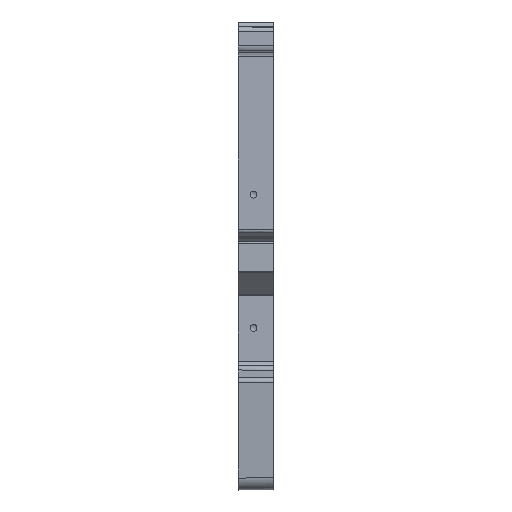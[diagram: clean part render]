
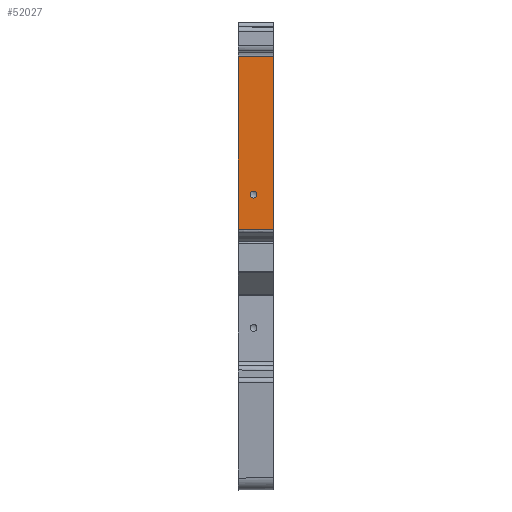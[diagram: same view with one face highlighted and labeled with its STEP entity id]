
A CAD part, left-side view. The second image highlights one B-rep face of the part: STEP entity #52027.
In plain terms, the highlighted face is planar.
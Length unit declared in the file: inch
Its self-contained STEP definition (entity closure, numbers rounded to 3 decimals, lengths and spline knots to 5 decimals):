
#1162 = FACE_BOUND ( 'NONE', #23048, .T. ) ;
#1260 = CARTESIAN_POINT ( 'NONE',  ( -0.31693, 2.31188, -0.35838 ) ) ;
#1333 = B_SPLINE_CURVE_WITH_KNOTS ( 'NONE', 3,
 ( #29155, #32592, #45294, #48230 ),
 .UNSPECIFIED., .F., .F.,
 ( 4, 4 ),
 ( 0., 1. ),
 .UNSPECIFIED. ) ;
#1921 = CARTESIAN_POINT ( 'NONE',  ( -0.31693, 2.31188, -0.35838 ) ) ;
#2214 = PLANE ( 'NONE',  #51582 ) ;
#2638 = CARTESIAN_POINT ( 'NONE',  ( -0.11102, 2.64917, -0.36017 ) ) ;
#2649 = VERTEX_POINT ( 'NONE', #1921 ) ;
#3145 = CARTESIAN_POINT ( 'NONE',  ( -0.10574, 2.62501, -0.36022 ) ) ;
#3634 = B_SPLINE_CURVE_WITH_KNOTS ( 'NONE', 3,
 ( #15331, #43114, #2638, #19287, #11359, #35670, #35410, #27228, #51562, #15054, #47341, #31453, #18762, #15579, #14789, #47587, #26701, #42843 ),
 .UNSPECIFIED., .F., .F.,
 ( 4, 2, 2, 2, 2, 2, 2, 2, 4 ),
 ( 0., 0.125, 0.25, 0.375, 0.5, 0.625, 0.75, 0.875, 1. ),
 .UNSPECIFIED. ) ;
#4907 = CARTESIAN_POINT ( 'NONE',  ( -0.10574, 2.63437, -0.36022 ) ) ;
#5714 = CARTESIAN_POINT ( 'NONE',  ( -0.31693, 3.87878, -0.35838 ) ) ;
#6291 = CARTESIAN_POINT ( 'NONE',  ( 0., 3.95369, -0.36114 ) ) ;
#7559 = VERTEX_POINT ( 'NONE', #3145 ) ;
#9376 = ORIENTED_EDGE ( 'NONE', *, *, #28288, .T. ) ;
#10168 = CARTESIAN_POINT ( 'NONE',  ( 0., 3.95369, -0.36114 ) ) ;
#10981 = LINE ( 'NONE', #51442, #47731 ) ;
#11359 = CARTESIAN_POINT ( 'NONE',  ( -0.13104, 2.6613, -0.36 ) ) ;
#12830 = CARTESIAN_POINT ( 'NONE',  ( -0.10527, 2.63125, -0.36022 ) ) ;
#13188 = EDGE_CURVE ( 'NONE', #29612, #7559, #3634, .T. ) ;
#13342 = FACE_OUTER_BOUND ( 'NONE', #26353, .T. ) ;
#14789 = CARTESIAN_POINT ( 'NONE',  ( -0.12324, 2.60048, -0.36007 ) ) ;
#14935 = DIRECTION ( 'NONE',  ( 0., 1., 0. ) ) ;
#15054 = CARTESIAN_POINT ( 'NONE',  ( -0.1676, 2.62186, -0.35968 ) ) ;
#15124 = VECTOR ( 'NONE', #27159, 39.37008 ) ;
#15150 = EDGE_CURVE ( 'NONE', #2649, #34464, #10981, .T. ) ;
#15331 = CARTESIAN_POINT ( 'NONE',  ( -0.10574, 2.63437, -0.36022 ) ) ;
#15579 = CARTESIAN_POINT ( 'NONE',  ( -0.13104, 2.59807, -0.36 ) ) ;
#17663 = CARTESIAN_POINT ( 'NONE',  ( -0.21129, 2.31302, -0.3593 ) ) ;
#18762 = CARTESIAN_POINT ( 'NONE',  ( -0.14661, 2.59925, -0.35986 ) ) ;
#19287 = CARTESIAN_POINT ( 'NONE',  ( -0.12323, 2.65891, -0.36007 ) ) ;
#19352 = B_SPLINE_CURVE_WITH_KNOTS ( 'NONE', 3,
 ( #32923, #49069, #12830, #4907 ),
 .UNSPECIFIED., .F., .F.,
 ( 4, 4 ),
 ( 0., 1. ),
 .UNSPECIFIED. ) ;
#21660 = VERTEX_POINT ( 'NONE', #41579 ) ;
#23048 = EDGE_LOOP ( 'NONE', ( #9376, #28652 ) ) ;
#23271 = B_SPLINE_CURVE_WITH_KNOTS ( 'NONE', 3,
 ( #33531, #29825, #17663, #1260 ),
 .UNSPECIFIED., .F., .F.,
 ( 4, 4 ),
 ( 0., 1. ),
 .UNSPECIFIED. ) ;
#26353 = EDGE_LOOP ( 'NONE', ( #49171, #40148, #50440, #31489 ) ) ;
#26701 = CARTESIAN_POINT ( 'NONE',  ( -0.10692, 2.61724, -0.36021 ) ) ;
#27159 = DIRECTION ( 'NONE',  ( 0., -1., 0. ) ) ;
#27228 = CARTESIAN_POINT ( 'NONE',  ( -0.16461, 2.64514, -0.3597 ) ) ;
#28288 = EDGE_CURVE ( 'NONE', #7559, #29612, #19352, .T. ) ;
#28652 = ORIENTED_EDGE ( 'NONE', *, *, #13188, .T. ) ;
#29155 = CARTESIAN_POINT ( 'NONE',  ( -0.31693, 3.87878, -0.35838 ) ) ;
#29612 = VERTEX_POINT ( 'NONE', #41948 ) ;
#29825 = CARTESIAN_POINT ( 'NONE',  ( -0.10564, 2.31416, -0.36022 ) ) ;
#31453 = CARTESIAN_POINT ( 'NONE',  ( -0.15397, 2.60278, -0.3598 ) ) ;
#31489 = ORIENTED_EDGE ( 'NONE', *, *, #32107, .T. ) ;
#32107 = EDGE_CURVE ( 'NONE', #34464, #44187, #1333, .T. ) ;
#32592 = CARTESIAN_POINT ( 'NONE',  ( -0.21129, 3.87853, -0.3593 ) ) ;
#32923 = CARTESIAN_POINT ( 'NONE',  ( -0.10574, 2.62501, -0.36022 ) ) ;
#33531 = CARTESIAN_POINT ( 'NONE',  ( 0., 2.3153, -0.36114 ) ) ;
#33919 = EDGE_CURVE ( 'NONE', #21660, #2649, #23271, .T. ) ;
#34464 = VERTEX_POINT ( 'NONE', #5714 ) ;
#35410 = CARTESIAN_POINT ( 'NONE',  ( -0.15395, 2.6566, -0.3598 ) ) ;
#35670 = CARTESIAN_POINT ( 'NONE',  ( -0.14661, 2.66014, -0.35986 ) ) ;
#36118 = EDGE_CURVE ( 'NONE', #44187, #21660, #43296, .T. ) ;
#40148 = ORIENTED_EDGE ( 'NONE', *, *, #33919, .T. ) ;
#41579 = CARTESIAN_POINT ( 'NONE',  ( 0., 2.3153, -0.36114 ) ) ;
#41948 = CARTESIAN_POINT ( 'NONE',  ( -0.10574, 2.63437, -0.36022 ) ) ;
#42692 = DIRECTION ( 'NONE',  ( -1., 0., 0.009 ) ) ;
#42843 = CARTESIAN_POINT ( 'NONE',  ( -0.10574, 2.62501, -0.36022 ) ) ;
#43114 = CARTESIAN_POINT ( 'NONE',  ( -0.10692, 2.64212, -0.36021 ) ) ;
#43296 = LINE ( 'NONE', #6291, #15124 ) ;
#44187 = VERTEX_POINT ( 'NONE', #50701 ) ;
#45294 = CARTESIAN_POINT ( 'NONE',  ( -0.10564, 3.87829, -0.36022 ) ) ;
#47341 = CARTESIAN_POINT ( 'NONE',  ( -0.16459, 2.61424, -0.3597 ) ) ;
#47587 = CARTESIAN_POINT ( 'NONE',  ( -0.11101, 2.6102, -0.36017 ) ) ;
#47731 = VECTOR ( 'NONE', #14935, 39.37008 ) ;
#48230 = CARTESIAN_POINT ( 'NONE',  ( 0., 3.87804, -0.36114 ) ) ;
#49069 = CARTESIAN_POINT ( 'NONE',  ( -0.10527, 2.62813, -0.36022 ) ) ;
#49171 = ORIENTED_EDGE ( 'NONE', *, *, #36118, .T. ) ;
#50364 = DIRECTION ( 'NONE',  ( -0.009, 0., -1. ) ) ;
#50440 = ORIENTED_EDGE ( 'NONE', *, *, #15150, .T. ) ;
#50701 = CARTESIAN_POINT ( 'NONE',  ( 0., 3.87804, -0.36114 ) ) ;
#51442 = CARTESIAN_POINT ( 'NONE',  ( -0.31693, 3.95369, -0.35838 ) ) ;
#51562 = CARTESIAN_POINT ( 'NONE',  ( -0.16758, 2.63752, -0.35968 ) ) ;
#51582 = AXIS2_PLACEMENT_3D ( 'NONE', #10168, #50364, #42692 ) ;
#52027 = ADVANCED_FACE ( 'NONE', ( #1162, #13342 ), #2214, .T. ) ;
